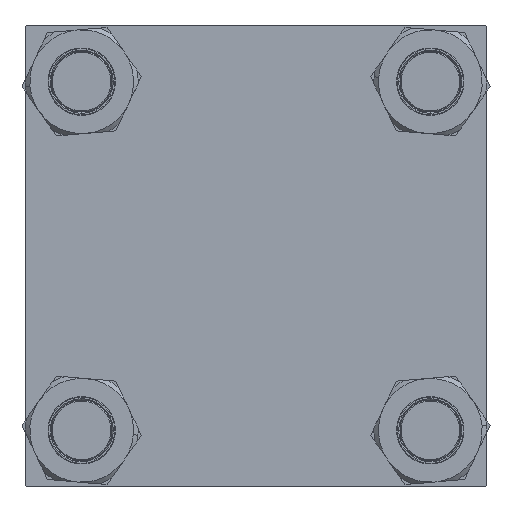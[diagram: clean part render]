
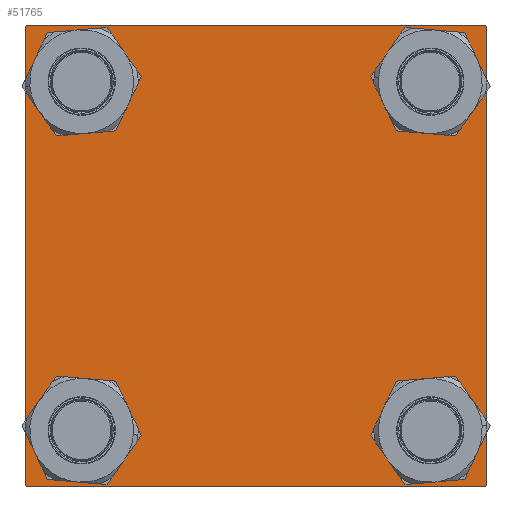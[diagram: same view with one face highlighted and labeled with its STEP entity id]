
A CAD part, left-side view. The second image highlights one B-rep face of the part: STEP entity #51765.
In plain terms, the highlighted planar face has unit normal (-1, 0, 0).
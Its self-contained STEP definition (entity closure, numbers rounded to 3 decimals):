
#156 = DIRECTION ( 'NONE',  ( 0., -1., 0. ) ) ;
#574 = CARTESIAN_POINT ( 'NONE',  ( 0., -102.25, 102.25 ) ) ;
#931 = CIRCLE ( 'NONE', #53785, 14. ) ;
#1004 = CARTESIAN_POINT ( 'NONE',  ( 0., -102.5, 102.5 ) ) ;
#1737 = VERTEX_POINT ( 'NONE', #40677 ) ;
#2077 = CIRCLE ( 'NONE', #13221, 14. ) ;
#2830 = EDGE_CURVE ( 'NONE', #40552, #4461, #2077, .T. ) ;
#3007 = VERTEX_POINT ( 'NONE', #44503 ) ;
#3155 = CARTESIAN_POINT ( 'NONE',  ( 0., 77.45, -63.45 ) ) ;
#3703 = CIRCLE ( 'NONE', #51890, 14. ) ;
#3957 = CARTESIAN_POINT ( 'NONE',  ( 0., -77.45, 77.45 ) ) ;
#4323 = ORIENTED_EDGE ( 'NONE', *, *, #38672, .T. ) ;
#4461 = VERTEX_POINT ( 'NONE', #47005 ) ;
#4762 = VERTEX_POINT ( 'NONE', #35264 ) ;
#4969 = CARTESIAN_POINT ( 'NONE',  ( 0., 77.45, 91.45 ) ) ;
#5096 = FACE_BOUND ( 'NONE', #16068, .T. ) ;
#5350 = DIRECTION ( 'NONE',  ( 0., 0., -1. ) ) ;
#5994 = EDGE_CURVE ( 'NONE', #4461, #40552, #38352, .T. ) ;
#6071 = DIRECTION ( 'NONE',  ( 0., 0., 1. ) ) ;
#6594 = AXIS2_PLACEMENT_3D ( 'NONE', #51872, #52446, #12107 ) ;
#6886 = CARTESIAN_POINT ( 'NONE',  ( 0., -77.45, -77.45 ) ) ;
#7265 = DIRECTION ( 'NONE',  ( 1., 0., 0. ) ) ;
#8292 = ORIENTED_EDGE ( 'NONE', *, *, #28693, .T. ) ;
#8298 = VECTOR ( 'NONE', #49010, 1000. ) ;
#9172 = FACE_BOUND ( 'NONE', #11439, .T. ) ;
#9822 = ORIENTED_EDGE ( 'NONE', *, *, #12182, .T. ) ;
#10115 = CARTESIAN_POINT ( 'NONE',  ( 0., 102.25, 102.25 ) ) ;
#10327 = DIRECTION ( 'NONE',  ( 0., 0., 1. ) ) ;
#11150 = LINE ( 'NONE', #23060, #26840 ) ;
#11287 = CARTESIAN_POINT ( 'NONE',  ( 0., 77.45, -77.45 ) ) ;
#11439 = EDGE_LOOP ( 'NONE', ( #26351, #27240 ) ) ;
#11726 = VERTEX_POINT ( 'NONE', #25456 ) ;
#12107 = DIRECTION ( 'NONE',  ( 0., 0., 1. ) ) ;
#12182 = EDGE_CURVE ( 'NONE', #30940, #18908, #48605, .T. ) ;
#12751 = CARTESIAN_POINT ( 'NONE',  ( 0., -102.5, 102. ) ) ;
#13066 = DIRECTION ( 'NONE',  ( 0., 0.707, 0.707 ) ) ;
#13142 = CIRCLE ( 'NONE', #40935, 14. ) ;
#13221 = AXIS2_PLACEMENT_3D ( 'NONE', #3957, #21656, #48358 ) ;
#13760 = DIRECTION ( 'NONE',  ( 0., -0.707, -0.707 ) ) ;
#13835 = VERTEX_POINT ( 'NONE', #3155 ) ;
#14090 = VECTOR ( 'NONE', #13066, 1000. ) ;
#14629 = CARTESIAN_POINT ( 'NONE',  ( 0., 102.5, 102.5 ) ) ;
#14643 = LINE ( 'NONE', #1004, #18200 ) ;
#15311 = DIRECTION ( 'NONE',  ( 1., 0., 0. ) ) ;
#16068 = EDGE_LOOP ( 'NONE', ( #40817, #25465 ) ) ;
#16530 = ORIENTED_EDGE ( 'NONE', *, *, #54816, .T. ) ;
#16620 = CARTESIAN_POINT ( 'NONE',  ( 0., -102., -102.5 ) ) ;
#17215 = DIRECTION ( 'NONE',  ( 0., 0., 1. ) ) ;
#17541 = VERTEX_POINT ( 'NONE', #4969 ) ;
#18200 = VECTOR ( 'NONE', #5350, 1000. ) ;
#18908 = VERTEX_POINT ( 'NONE', #16620 ) ;
#19379 = AXIS2_PLACEMENT_3D ( 'NONE', #6886, #19674, #33582 ) ;
#19674 = DIRECTION ( 'NONE',  ( 1., 0., 0. ) ) ;
#19946 = DIRECTION ( 'NONE',  ( 0., 0., 1. ) ) ;
#20479 = LINE ( 'NONE', #47156, #57153 ) ;
#21054 = ORIENTED_EDGE ( 'NONE', *, *, #35906, .F. ) ;
#21471 = LINE ( 'NONE', #574, #14090 ) ;
#21656 = DIRECTION ( 'NONE',  ( 1., 0., 0. ) ) ;
#23060 = CARTESIAN_POINT ( 'NONE',  ( 0., -102.25, -102.25 ) ) ;
#23261 = CARTESIAN_POINT ( 'NONE',  ( 0., -77.45, -91.45 ) ) ;
#23446 = ORIENTED_EDGE ( 'NONE', *, *, #35674, .T. ) ;
#25204 = CARTESIAN_POINT ( 'NONE',  ( 0., 102., -102.5 ) ) ;
#25456 = CARTESIAN_POINT ( 'NONE',  ( 0., 102.5, -102. ) ) ;
#25465 = ORIENTED_EDGE ( 'NONE', *, *, #56695, .T. ) ;
#25537 = CARTESIAN_POINT ( 'NONE',  ( 0., -77.45, 91.45 ) ) ;
#25818 = CARTESIAN_POINT ( 'NONE',  ( 0., 77.45, -77.45 ) ) ;
#25835 = CIRCLE ( 'NONE', #19379, 14. ) ;
#26351 = ORIENTED_EDGE ( 'NONE', *, *, #2830, .T. ) ;
#26499 = VERTEX_POINT ( 'NONE', #12751 ) ;
#26840 = VECTOR ( 'NONE', #40764, 1000. ) ;
#27079 = CARTESIAN_POINT ( 'NONE',  ( 0., -77.45, -77.45 ) ) ;
#27086 = EDGE_LOOP ( 'NONE', ( #16530, #52184 ) ) ;
#27240 = ORIENTED_EDGE ( 'NONE', *, *, #5994, .T. ) ;
#27455 = CARTESIAN_POINT ( 'NONE',  ( 0., -77.45, 77.45 ) ) ;
#28101 = LINE ( 'NONE', #10115, #8298 ) ;
#28622 = DIRECTION ( 'NONE',  ( 0., 0., -1. ) ) ;
#28693 = EDGE_CURVE ( 'NONE', #18908, #4762, #11150, .T. ) ;
#28913 = EDGE_CURVE ( 'NONE', #13835, #1737, #29609, .T. ) ;
#29564 = VERTEX_POINT ( 'NONE', #55556 ) ;
#29609 = CIRCLE ( 'NONE', #47191, 14. ) ;
#29678 = EDGE_CURVE ( 'NONE', #35332, #3007, #3703, .T. ) ;
#29906 = DIRECTION ( 'NONE',  ( 0., 0., 1. ) ) ;
#30578 = EDGE_LOOP ( 'NONE', ( #55454, #51635 ) ) ;
#30940 = VERTEX_POINT ( 'NONE', #25204 ) ;
#31626 = CIRCLE ( 'NONE', #6594, 14. ) ;
#31808 = PLANE ( 'NONE',  #36180 ) ;
#32087 = CARTESIAN_POINT ( 'NONE',  ( 0., 0., 0. ) ) ;
#32328 = DIRECTION ( 'NONE',  ( 0., -1., 0. ) ) ;
#32501 = DIRECTION ( 'NONE',  ( 1., 0., 0. ) ) ;
#33159 = EDGE_CURVE ( 'NONE', #42765, #37643, #28101, .T. ) ;
#33582 = DIRECTION ( 'NONE',  ( 0., 0., 1. ) ) ;
#34141 = ORIENTED_EDGE ( 'NONE', *, *, #56822, .T. ) ;
#35264 = CARTESIAN_POINT ( 'NONE',  ( 0., -102.5, -102. ) ) ;
#35332 = VERTEX_POINT ( 'NONE', #23261 ) ;
#35404 = ORIENTED_EDGE ( 'NONE', *, *, #38811, .F. ) ;
#35674 = EDGE_CURVE ( 'NONE', #37643, #11726, #20479, .T. ) ;
#35770 = CARTESIAN_POINT ( 'NONE',  ( 0., -102., 102.5 ) ) ;
#35906 = EDGE_CURVE ( 'NONE', #26499, #4762, #14643, .T. ) ;
#36180 = AXIS2_PLACEMENT_3D ( 'NONE', #32087, #45418, #10327 ) ;
#36730 = FACE_OUTER_BOUND ( 'NONE', #54181, .T. ) ;
#37009 = ORIENTED_EDGE ( 'NONE', *, *, #33159, .T. ) ;
#37643 = VERTEX_POINT ( 'NONE', #39653 ) ;
#38352 = CIRCLE ( 'NONE', #39273, 14. ) ;
#38672 = EDGE_CURVE ( 'NONE', #11726, #30940, #48587, .T. ) ;
#38811 = EDGE_CURVE ( 'NONE', #42765, #47174, #45655, .T. ) ;
#39273 = AXIS2_PLACEMENT_3D ( 'NONE', #27455, #50093, #41938 ) ;
#39653 = CARTESIAN_POINT ( 'NONE',  ( 0., 102.5, 102. ) ) ;
#39931 = FACE_BOUND ( 'NONE', #27086, .T. ) ;
#40552 = VERTEX_POINT ( 'NONE', #25537 ) ;
#40677 = CARTESIAN_POINT ( 'NONE',  ( 0., 77.45, -91.45 ) ) ;
#40764 = DIRECTION ( 'NONE',  ( 0., -0.707, 0.707 ) ) ;
#40817 = ORIENTED_EDGE ( 'NONE', *, *, #28913, .T. ) ;
#40935 = AXIS2_PLACEMENT_3D ( 'NONE', #25818, #7265, #29906 ) ;
#41934 = CARTESIAN_POINT ( 'NONE',  ( 0., 102., 102.5 ) ) ;
#41938 = DIRECTION ( 'NONE',  ( 0., 0., 1. ) ) ;
#41989 = CARTESIAN_POINT ( 'NONE',  ( 0., 77.45, 77.45 ) ) ;
#42525 = EDGE_CURVE ( 'NONE', #3007, #35332, #25835, .T. ) ;
#42765 = VERTEX_POINT ( 'NONE', #41934 ) ;
#43315 = VECTOR ( 'NONE', #13760, 1000. ) ;
#44241 = CARTESIAN_POINT ( 'NONE',  ( 0., 102.5, -102.5 ) ) ;
#44503 = CARTESIAN_POINT ( 'NONE',  ( 0., -77.45, -63.45 ) ) ;
#45018 = VECTOR ( 'NONE', #156, 1000. ) ;
#45042 = DIRECTION ( 'NONE',  ( 1., 0., 0. ) ) ;
#45418 = DIRECTION ( 'NONE',  ( -1., 0., 0. ) ) ;
#45655 = LINE ( 'NONE', #14629, #47932 ) ;
#47005 = CARTESIAN_POINT ( 'NONE',  ( 0., -77.45, 63.45 ) ) ;
#47156 = CARTESIAN_POINT ( 'NONE',  ( 0., 102.5, 102.5 ) ) ;
#47174 = VERTEX_POINT ( 'NONE', #35770 ) ;
#47191 = AXIS2_PLACEMENT_3D ( 'NONE', #11287, #32501, #6071 ) ;
#47932 = VECTOR ( 'NONE', #32328, 1000. ) ;
#48300 = CARTESIAN_POINT ( 'NONE',  ( 0., 102.25, -102.25 ) ) ;
#48358 = DIRECTION ( 'NONE',  ( 0., 0., 1. ) ) ;
#48587 = LINE ( 'NONE', #48300, #43315 ) ;
#48605 = LINE ( 'NONE', #44241, #45018 ) ;
#49010 = DIRECTION ( 'NONE',  ( 0., 0.707, -0.707 ) ) ;
#50093 = DIRECTION ( 'NONE',  ( 1., 0., 0. ) ) ;
#51585 = EDGE_CURVE ( 'NONE', #29564, #17541, #931, .T. ) ;
#51635 = ORIENTED_EDGE ( 'NONE', *, *, #29678, .T. ) ;
#51765 = ADVANCED_FACE ( 'NONE', ( #9172, #54143, #5096, #39931, #36730 ), #31808, .T. ) ;
#51872 = CARTESIAN_POINT ( 'NONE',  ( 0., 77.45, 77.45 ) ) ;
#51890 = AXIS2_PLACEMENT_3D ( 'NONE', #27079, #45042, #17215 ) ;
#52184 = ORIENTED_EDGE ( 'NONE', *, *, #51585, .T. ) ;
#52446 = DIRECTION ( 'NONE',  ( 1., 0., 0. ) ) ;
#53785 = AXIS2_PLACEMENT_3D ( 'NONE', #41989, #15311, #19946 ) ;
#54143 = FACE_BOUND ( 'NONE', #30578, .T. ) ;
#54181 = EDGE_LOOP ( 'NONE', ( #23446, #4323, #9822, #8292, #21054, #34141, #35404, #37009 ) ) ;
#54816 = EDGE_CURVE ( 'NONE', #17541, #29564, #31626, .T. ) ;
#55454 = ORIENTED_EDGE ( 'NONE', *, *, #42525, .T. ) ;
#55556 = CARTESIAN_POINT ( 'NONE',  ( 0., 77.45, 63.45 ) ) ;
#56695 = EDGE_CURVE ( 'NONE', #1737, #13835, #13142, .T. ) ;
#56822 = EDGE_CURVE ( 'NONE', #26499, #47174, #21471, .T. ) ;
#57153 = VECTOR ( 'NONE', #28622, 1000. ) ;
